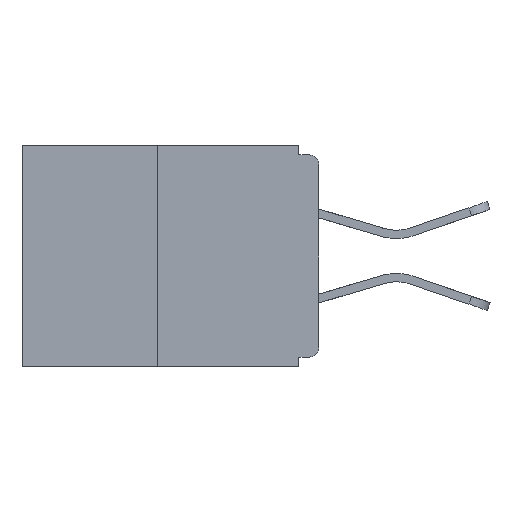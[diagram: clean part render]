
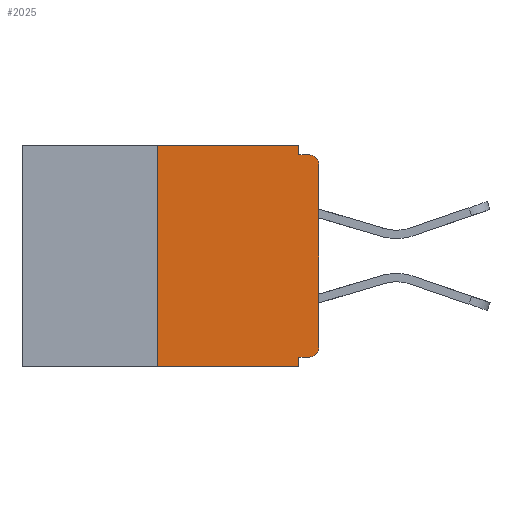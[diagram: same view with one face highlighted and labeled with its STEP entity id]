
A CAD part, left-side view. The second image highlights one B-rep face of the part: STEP entity #2025.
In plain terms, the highlighted planar face has unit normal (-1, 0, 0).
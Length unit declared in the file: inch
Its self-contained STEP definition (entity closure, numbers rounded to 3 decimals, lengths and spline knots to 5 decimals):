
#1029 = CARTESIAN_POINT ( 'NONE',  ( 0., 0.031, -0.343 ) ) ;
#1130 = LINE ( 'NONE', #13130, #15550 ) ;
#1463 = EDGE_CURVE ( 'NONE', #20094, #17120, #7623, .T. ) ;
#1616 = DIRECTION ( 'NONE',  ( 0., 0., 1. ) ) ;
#2025 = ADVANCED_FACE ( 'NONE', ( #21632 ), #6754, .F. ) ;
#2060 = CARTESIAN_POINT ( 'NONE',  ( 0., 0.031, -0.015 ) ) ;
#2663 = VERTEX_POINT ( 'NONE', #21001 ) ;
#2691 = DIRECTION ( 'NONE',  ( -1., 0., 0. ) ) ;
#2834 = DIRECTION ( 'NONE',  ( 0., -1., 0. ) ) ;
#3513 = LINE ( 'NONE', #10951, #11863 ) ;
#4295 = ORIENTED_EDGE ( 'NONE', *, *, #7550, .F. ) ;
#4350 = LINE ( 'NONE', #14113, #18734 ) ;
#4414 = DIRECTION ( 'NONE',  ( 0., -1., 0. ) ) ;
#4596 = CARTESIAN_POINT ( 'NONE',  ( 0., 0.015, -0.03 ) ) ;
#5383 = DIRECTION ( 'NONE',  ( -1., 0., 0. ) ) ;
#5489 = VERTEX_POINT ( 'NONE', #9868 ) ;
#5514 = VECTOR ( 'NONE', #2834, 39.37008 ) ;
#5785 = VERTEX_POINT ( 'NONE', #9758 ) ;
#6121 = CIRCLE ( 'NONE', #8643, 0.015 ) ;
#6490 = EDGE_CURVE ( 'NONE', #12473, #5489, #15266, .T. ) ;
#6674 = CARTESIAN_POINT ( 'NONE',  ( 0., 0.46, 0. ) ) ;
#6730 = EDGE_CURVE ( 'NONE', #7749, #12473, #6121, .T. ) ;
#6743 = DIRECTION ( 'NONE',  ( 0., 0., -1. ) ) ;
#6754 = PLANE ( 'NONE',  #12160 ) ;
#6758 = CARTESIAN_POINT ( 'NONE',  ( 0., 0.46, 0. ) ) ;
#7003 = EDGE_CURVE ( 'NONE', #11709, #2663, #13885, .T. ) ;
#7445 = DIRECTION ( 'NONE',  ( 0., 1., 0. ) ) ;
#7550 = EDGE_CURVE ( 'NONE', #5785, #14633, #13543, .T. ) ;
#7623 = LINE ( 'NONE', #1029, #23499 ) ;
#7710 = EDGE_CURVE ( 'NONE', #5489, #2663, #21493, .T. ) ;
#7717 = LINE ( 'NONE', #6758, #5514 ) ;
#7749 = VERTEX_POINT ( 'NONE', #18451 ) ;
#7787 = DIRECTION ( 'NONE',  ( 0., 0., 1. ) ) ;
#8107 = VECTOR ( 'NONE', #8374, 39.37008 ) ;
#8374 = DIRECTION ( 'NONE',  ( 0., -1., 0. ) ) ;
#8643 = AXIS2_PLACEMENT_3D ( 'NONE', #23192, #5383, #20166 ) ;
#8743 = DIRECTION ( 'NONE',  ( 0., 0., -1. ) ) ;
#9272 = ORIENTED_EDGE ( 'NONE', *, *, #6490, .T. ) ;
#9623 = EDGE_CURVE ( 'NONE', #7749, #20094, #1130, .T. ) ;
#9758 = CARTESIAN_POINT ( 'NONE',  ( 0., 0.25, -0.343 ) ) ;
#9790 = ORIENTED_EDGE ( 'NONE', *, *, #6730, .T. ) ;
#9868 = CARTESIAN_POINT ( 'NONE',  ( 0., 0., -0.03 ) ) ;
#10155 = AXIS2_PLACEMENT_3D ( 'NONE', #4596, #2691, #16394 ) ;
#10381 = ORIENTED_EDGE ( 'NONE', *, *, #9623, .F. ) ;
#10431 = EDGE_CURVE ( 'NONE', #16113, #11709, #3513, .T. ) ;
#10607 = DIRECTION ( 'NONE',  ( 1., 0., 0. ) ) ;
#10951 = CARTESIAN_POINT ( 'NONE',  ( 0., 0.031, 0. ) ) ;
#11274 = CARTESIAN_POINT ( 'NONE',  ( 0., 0., -0.313 ) ) ;
#11383 = CARTESIAN_POINT ( 'NONE',  ( 0., 0.031, 0. ) ) ;
#11559 = ORIENTED_EDGE ( 'NONE', *, *, #1463, .F. ) ;
#11709 = VERTEX_POINT ( 'NONE', #2060 ) ;
#11863 = VECTOR ( 'NONE', #14767, 39.37008 ) ;
#12160 = AXIS2_PLACEMENT_3D ( 'NONE', #6674, #10607, #8743 ) ;
#12473 = VERTEX_POINT ( 'NONE', #11274 ) ;
#13130 = CARTESIAN_POINT ( 'NONE',  ( 0., 0., -0.328 ) ) ;
#13297 = ORIENTED_EDGE ( 'NONE', *, *, #24601, .T. ) ;
#13389 = CARTESIAN_POINT ( 'NONE',  ( 0., 0.25, 0. ) ) ;
#13419 = ORIENTED_EDGE ( 'NONE', *, *, #20340, .F. ) ;
#13543 = LINE ( 'NONE', #13389, #14136 ) ;
#13885 = LINE ( 'NONE', #22272, #8107 ) ;
#14113 = CARTESIAN_POINT ( 'NONE',  ( 0., 0.46, -0.343 ) ) ;
#14136 = VECTOR ( 'NONE', #1616, 39.37008 ) ;
#14633 = VERTEX_POINT ( 'NONE', #16148 ) ;
#14767 = DIRECTION ( 'NONE',  ( 0., 0., -1. ) ) ;
#15266 = LINE ( 'NONE', #17387, #17409 ) ;
#15297 = CARTESIAN_POINT ( 'NONE',  ( 0., 0.031, -0.328 ) ) ;
#15550 = VECTOR ( 'NONE', #7445, 39.37008 ) ;
#16113 = VERTEX_POINT ( 'NONE', #11383 ) ;
#16148 = CARTESIAN_POINT ( 'NONE',  ( 0., 0.25, 0. ) ) ;
#16394 = DIRECTION ( 'NONE',  ( 0., 0., -1. ) ) ;
#17120 = VERTEX_POINT ( 'NONE', #22041 ) ;
#17387 = CARTESIAN_POINT ( 'NONE',  ( 0., 0., 0. ) ) ;
#17409 = VECTOR ( 'NONE', #7787, 39.37008 ) ;
#18451 = CARTESIAN_POINT ( 'NONE',  ( 0., 0.015, -0.328 ) ) ;
#18734 = VECTOR ( 'NONE', #4414, 39.37008 ) ;
#19647 = ORIENTED_EDGE ( 'NONE', *, *, #10431, .F. ) ;
#19917 = ORIENTED_EDGE ( 'NONE', *, *, #7003, .F. ) ;
#20094 = VERTEX_POINT ( 'NONE', #15297 ) ;
#20166 = DIRECTION ( 'NONE',  ( 0., 0., -1. ) ) ;
#20340 = EDGE_CURVE ( 'NONE', #14633, #16113, #7717, .T. ) ;
#21001 = CARTESIAN_POINT ( 'NONE',  ( 0., 0.015, -0.015 ) ) ;
#21493 = CIRCLE ( 'NONE', #10155, 0.015 ) ;
#21632 = FACE_OUTER_BOUND ( 'NONE', #21994, .T. ) ;
#21994 = EDGE_LOOP ( 'NONE', ( #13419, #4295, #13297, #11559, #10381, #9790, #9272, #22700, #19917, #19647 ) ) ;
#22041 = CARTESIAN_POINT ( 'NONE',  ( 0., 0.031, -0.343 ) ) ;
#22272 = CARTESIAN_POINT ( 'NONE',  ( 0., 0., -0.015 ) ) ;
#22700 = ORIENTED_EDGE ( 'NONE', *, *, #7710, .T. ) ;
#23192 = CARTESIAN_POINT ( 'NONE',  ( 0., 0.015, -0.313 ) ) ;
#23499 = VECTOR ( 'NONE', #6743, 39.37008 ) ;
#24601 = EDGE_CURVE ( 'NONE', #5785, #17120, #4350, .T. ) ;
